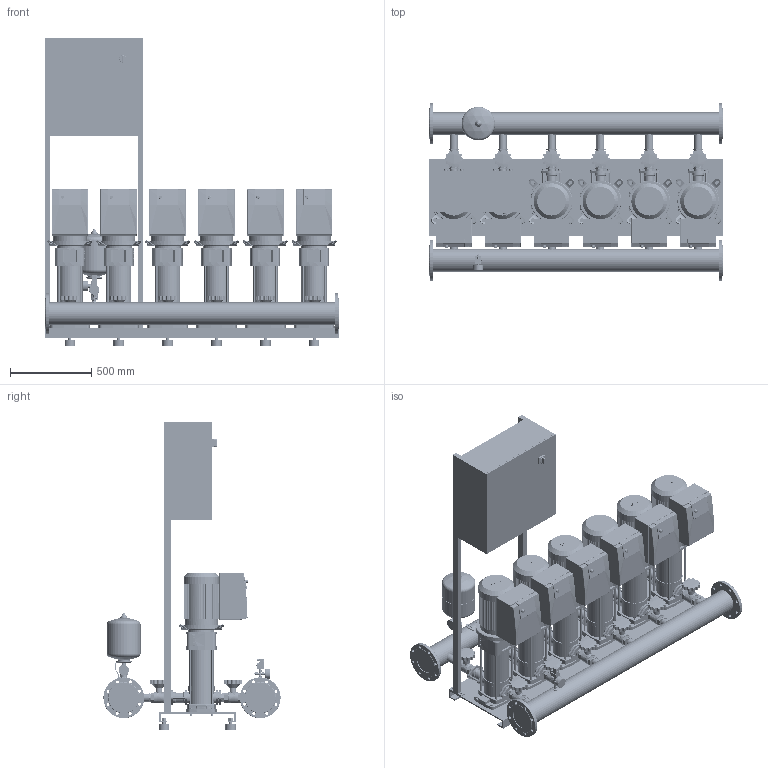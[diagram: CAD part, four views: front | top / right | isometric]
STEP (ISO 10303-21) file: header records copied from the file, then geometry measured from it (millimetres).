
FILE_DESCRIPTION((''),'2;1');
FILE_NAME('3d_COR-6HELIXVE1603_4kW_K_CCE-01-2532348.stp','2015-10-05T07:25:37',(''),(''),'Mechanical Desktop 2009','Mechanical Desktop 2009',', , ');
FILE_SCHEMA(('CONFIG_CONTROL_DESIGN'));
Length unit declared in the file: millimetre
Products named in the file (1): Product
Bounding box: 1800 x 1088 x 1885 mm (x, y, z)
Volume: 401110763.9 mm3; surface area: 19459642 mm2
Topology: 357 solids, 357 shells, 8347 faces, 20879 edges, 13542 vertices
Faces by surface type: bspline 2636, cylinder 2632, plane 2338, cone 349, torus 280, sphere 112
Entity records: 275656 total; most frequent: CARTESIAN_POINT 80050, ORIENTED_EDGE 41562, DIRECTION 38964, EDGE_CURVE 20781, AXIS2_PLACEMENT_3D 13833, VERTEX_POINT 13539, VECTOR 11298, LINE 11298
